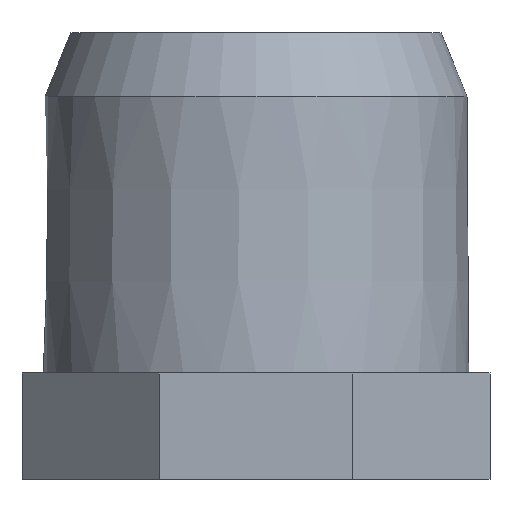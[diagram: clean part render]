
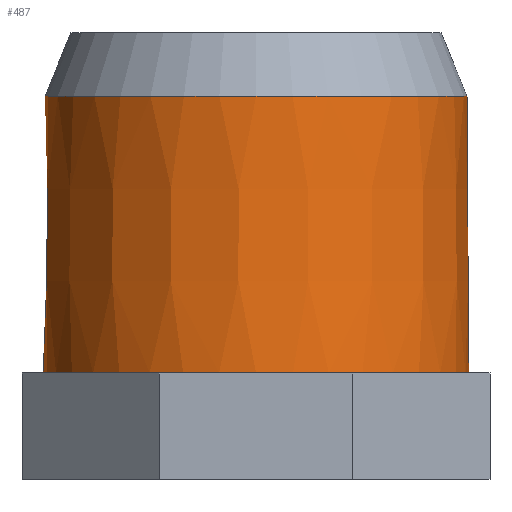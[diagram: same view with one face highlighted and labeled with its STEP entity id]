
A CAD part, front view. The second image highlights one B-rep face of the part: STEP entity #487.
In plain terms, the highlighted conical face has half-angle 0.358 degrees and reference radius 9.9 mm.
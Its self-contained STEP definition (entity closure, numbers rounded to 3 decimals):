
#383=CONICAL_SURFACE('',#1619,9.9,0.358);
#487=ADVANCED_FACE('',(#628,#629),#383,.T.);
#611=CIRCLE('',#1617,9.919);
#612=CIRCLE('',#1618,10.);
#628=FACE_BOUND('',#656,.T.);
#629=FACE_BOUND('',#657,.T.);
#656=EDGE_LOOP('',(#785));
#657=EDGE_LOOP('',(#786));
#785=ORIENTED_EDGE('',*,*,#1228,.F.);
#786=ORIENTED_EDGE('',*,*,#1229,.F.);
#1115=VERTEX_POINT('',#2295);
#1116=VERTEX_POINT('',#2297);
#1228=EDGE_CURVE('',#1115,#1115,#611,.T.);
#1229=EDGE_CURVE('',#1116,#1116,#612,.T.);
#1617=AXIS2_PLACEMENT_3D('',#2294,#1738,#1739);
#1618=AXIS2_PLACEMENT_3D('',#2296,#1740,#1741);
#1619=AXIS2_PLACEMENT_3D('',#2298,#1742,#1743);
#1738=DIRECTION('',(0.,0.,1.));
#1739=DIRECTION('',(1.,0.,0.));
#1740=DIRECTION('',(0.,0.,-1.));
#1741=DIRECTION('',(1.,0.,0.));
#1742=DIRECTION('',(0.,0.,-1.));
#1743=DIRECTION('',(-1.,0.,0.));
#2294=CARTESIAN_POINT('',(0.,0.,21.004));
#2295=CARTESIAN_POINT('',(9.919,0.,21.004));
#2296=CARTESIAN_POINT('',(0.,0.,8.));
#2297=CARTESIAN_POINT('',(10.,0.,8.));
#2298=CARTESIAN_POINT('',(0.,0.,24.));
